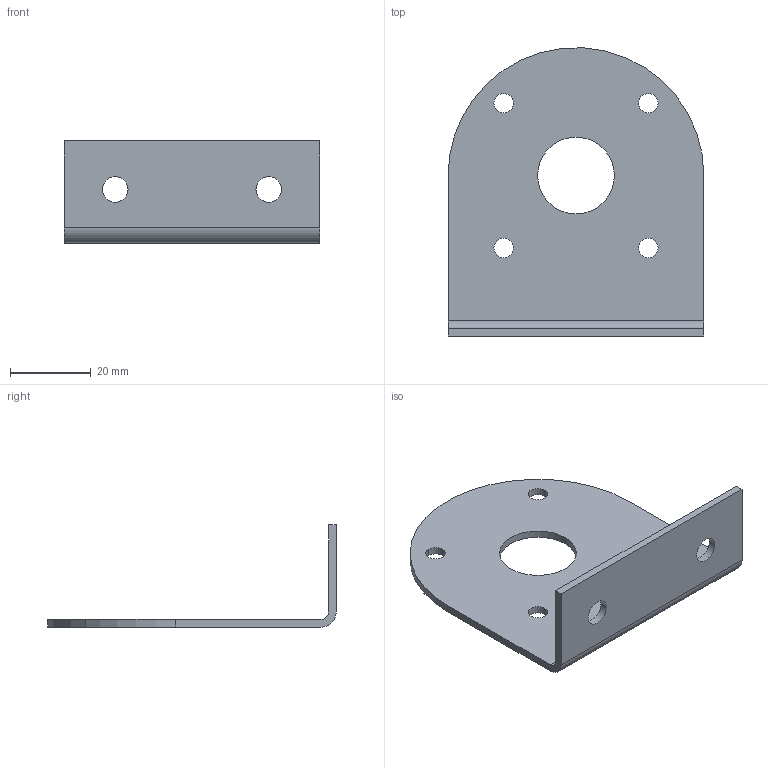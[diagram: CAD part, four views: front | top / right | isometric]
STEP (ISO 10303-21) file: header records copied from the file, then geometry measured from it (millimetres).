
FILE_DESCRIPTION((''),'2;1');
FILE_NAME('CIM Motor Bracket.stp','2007-01-15T08:12:53',('uidk0133'),(''),'Autodesk Inventor (R) 6.0','Autodesk Inventor (R) 6.0','');
FILE_SCHEMA(('AUTOMOTIVE_DESIGN { 1 0 10303 214 1 1 1 1 }'));
Length unit declared in the file: inch
Products named in the file (1): CIM Motor Bracket
Bounding box: 63.5 x 71.58 x 25.4 mm (x, y, z)
Volume: 9731.2 mm3; surface area: 11069.8 mm2
Topology: 1 solids, 1 shells, 25 faces, 69 edges, 46 vertices
Faces by surface type: bspline 10, cylinder 8, plane 7
Entity records: 1002 total; most frequent: CARTESIAN_POINT 311, ORIENTED_EDGE 138, DIRECTION 137, EDGE_CURVE 69, AXIS2_PLACEMENT_3D 52, VERTEX_POINT 46, EDGE_LOOP 39, CIRCLE 36
